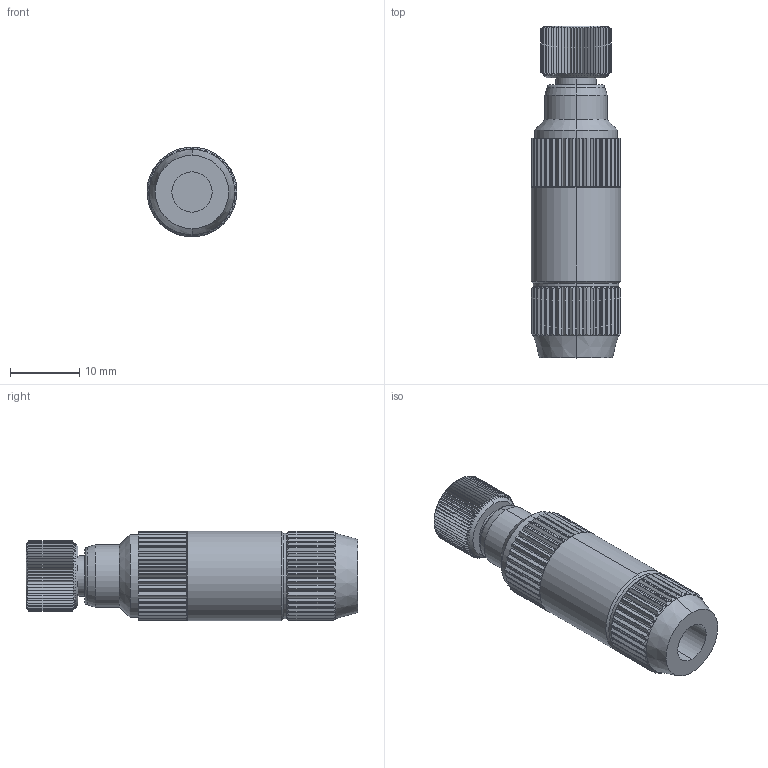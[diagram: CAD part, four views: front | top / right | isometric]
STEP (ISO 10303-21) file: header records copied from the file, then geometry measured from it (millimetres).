
FILE_DESCRIPTION (( 'STEP AP214' ), '1' );
FILE_NAME ('7000-08361-0000000.step', '2016-05-09T18:43:45', ( '' ), ( '' ), 'SwSTEP 2.0', 'SolidWorks 2015', '' );
FILE_SCHEMA (( 'AUTOMOTIVE_DESIGN' ));
Length unit declared in the file: millimetre
Products named in the file (1): 7000-08361-0000000
Bounding box: 13 x 48 x 13 mm (x, y, z)
Volume: 4839.1 mm3; surface area: 2790.1 mm2
Topology: 1 solids, 1 shells, 678 faces, 1839 edges, 1174 vertices
Faces by surface type: plane 422, cylinder 170, cone 84, torus 2
Entity records: 23665 total; most frequent: CARTESIAN_POINT 5096, ORIENTED_EDGE 3678, DIRECTION 3193, EDGE_CURVE 1839, VERTEX_POINT 1174, AXIS2_PLACEMENT_3D 1143, LINE 907, VECTOR 907
